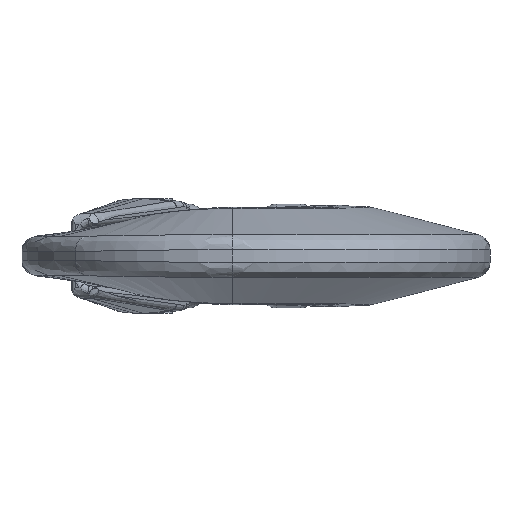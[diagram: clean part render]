
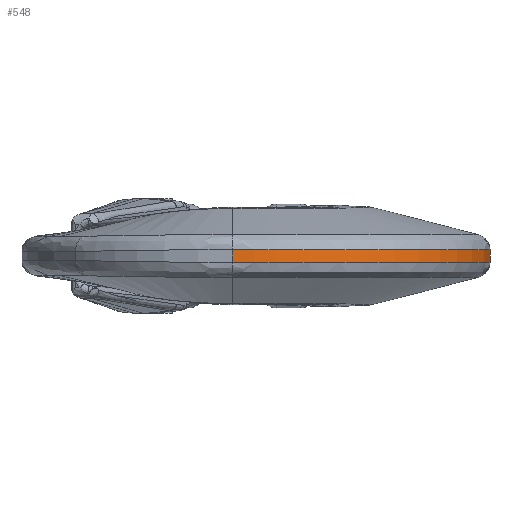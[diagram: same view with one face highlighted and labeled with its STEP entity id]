
A CAD part, front view. The second image highlights one B-rep face of the part: STEP entity #548.
In plain terms, the highlighted cylindrical face has radius 49.542 mm (diameter 99.084 mm), a partial arc.
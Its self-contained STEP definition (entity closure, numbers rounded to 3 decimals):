
#428=CYLINDRICAL_SURFACE('',#6228,49.542);
#548=ADVANCED_FACE('',(#1048),#428,.T.);
#1048=FACE_OUTER_BOUND('',#1448,.T.);
#1448=EDGE_LOOP('',(#2541,#2542,#2543,#2544,#2545,#2546));
#1893=B_SPLINE_CURVE_WITH_KNOTS('',3,(#9976,#9977,#9978,#9979),.UNSPECIFIED.,
.F.,.F.,(4,4),(0.,1.),.UNSPECIFIED.);
#1894=B_SPLINE_CURVE_WITH_KNOTS('',3,(#9981,#9982,#9983,#9984,#9985,#9986,
#9987,#9988,#9989,#9990,#9991,#9992),.UNSPECIFIED.,.F.,.F.,(4,2,2,2,2,4),
(0.,0.25,0.5,0.625,0.75,1.),.UNSPECIFIED.);
#1895=B_SPLINE_CURVE_WITH_KNOTS('',3,(#9993,#9994,#9995,#9996,#9997,#9998,
#9999,#10000,#10001,#10002,#10003,#10004),.UNSPECIFIED.,.F.,.F.,(4,2,2,2,
2,4),(0.,0.25,0.5,0.625,0.75,1.),.UNSPECIFIED.);
#1896=B_SPLINE_CURVE_WITH_KNOTS('',3,(#10006,#10007,#10008,#10009),.UNSPECIFIED.,
.F.,.F.,(4,4),(0.,1.),.UNSPECIFIED.);
#2541=ORIENTED_EDGE('',*,*,#4952,.F.);
#2542=ORIENTED_EDGE('',*,*,#4953,.T.);
#2543=ORIENTED_EDGE('',*,*,#4954,.T.);
#2544=ORIENTED_EDGE('',*,*,#4949,.T.);
#2545=ORIENTED_EDGE('',*,*,#4955,.F.);
#2546=ORIENTED_EDGE('',*,*,#4956,.F.);
#4395=VERTEX_POINT('',#9954);
#4396=VERTEX_POINT('',#9955);
#4397=VERTEX_POINT('',#9974);
#4398=VERTEX_POINT('',#9975);
#4399=VERTEX_POINT('',#9980);
#4400=VERTEX_POINT('',#10005);
#4949=EDGE_CURVE('',#4395,#4396,#5805,.T.);
#4952=EDGE_CURVE('',#4397,#4398,#5806,.T.);
#4953=EDGE_CURVE('',#4397,#4399,#1893,.T.);
#4954=EDGE_CURVE('',#4399,#4395,#1894,.T.);
#4955=EDGE_CURVE('',#4400,#4396,#1895,.T.);
#4956=EDGE_CURVE('',#4398,#4400,#1896,.T.);
#5805=LINE('',#9953,#6008);
#5806=LINE('',#9973,#6009);
#6008=VECTOR('',#6806,1.);
#6009=VECTOR('',#6809,1.);
#6228=AXIS2_PLACEMENT_3D('',#10010,#6810,#6811);
#6806=DIRECTION('',(0.,0.,-1.));
#6809=DIRECTION('',(0.,0.,-1.));
#6810=DIRECTION('',(0.,0.,-1.));
#6811=DIRECTION('',(-1.,0.,0.));
#9953=CARTESIAN_POINT('',(0.,-47.5,25.));
#9954=CARTESIAN_POINT('',(0.,-47.5,1.217));
#9955=CARTESIAN_POINT('',(0.,-47.5,-1.217));
#9973=CARTESIAN_POINT('',(49.5,0.,25.));
#9974=CARTESIAN_POINT('',(49.5,0.,1.177));
#9975=CARTESIAN_POINT('',(49.5,0.,-1.177));
#9976=CARTESIAN_POINT('',(49.5,0.,1.177));
#9977=CARTESIAN_POINT('',(49.499,-0.033,1.177));
#9978=CARTESIAN_POINT('',(49.497,-0.066,1.177));
#9979=CARTESIAN_POINT('',(49.496,-0.1,1.177));
#9980=CARTESIAN_POINT('',(49.496,-0.1,1.177));
#9981=CARTESIAN_POINT('',(49.496,-0.1,1.177));
#9982=CARTESIAN_POINT('',(49.221,-6.454,1.182));
#9983=CARTESIAN_POINT('',(47.742,-12.629,1.187));
#9984=CARTESIAN_POINT('',(42.517,-24.166,1.197));
#9985=CARTESIAN_POINT('',(38.852,-29.346,1.201));
#9986=CARTESIAN_POINT('',(31.974,-35.934,1.207));
#9987=CARTESIAN_POINT('',(29.507,-37.878,1.208));
#9988=CARTESIAN_POINT('',(24.236,-41.281,1.211));
#9989=CARTESIAN_POINT('',(21.4,-42.751,1.213));
#9990=CARTESIAN_POINT('',(12.616,-46.281,1.216));
#9991=CARTESIAN_POINT('',(6.361,-47.5,1.217));
#9992=CARTESIAN_POINT('',(0.,-47.5,1.217));
#9993=CARTESIAN_POINT('',(49.496,-0.1,-1.177));
#9994=CARTESIAN_POINT('',(49.221,-6.454,-1.182));
#9995=CARTESIAN_POINT('',(47.742,-12.629,-1.187));
#9996=CARTESIAN_POINT('',(42.517,-24.166,-1.197));
#9997=CARTESIAN_POINT('',(38.852,-29.346,-1.201));
#9998=CARTESIAN_POINT('',(31.974,-35.934,-1.207));
#9999=CARTESIAN_POINT('',(29.507,-37.878,-1.208));
#10000=CARTESIAN_POINT('',(24.236,-41.281,-1.211));
#10001=CARTESIAN_POINT('',(21.4,-42.751,-1.213));
#10002=CARTESIAN_POINT('',(12.616,-46.281,-1.216));
#10003=CARTESIAN_POINT('',(6.361,-47.5,-1.217));
#10004=CARTESIAN_POINT('',(0.,-47.5,-1.217));
#10005=CARTESIAN_POINT('',(49.496,-0.1,-1.177));
#10006=CARTESIAN_POINT('',(49.5,0.,-1.177));
#10007=CARTESIAN_POINT('',(49.499,-0.033,-1.177));
#10008=CARTESIAN_POINT('',(49.497,-0.066,-1.177));
#10009=CARTESIAN_POINT('',(49.496,-0.1,-1.177));
#10010=CARTESIAN_POINT('',(0.,2.042,25.));
